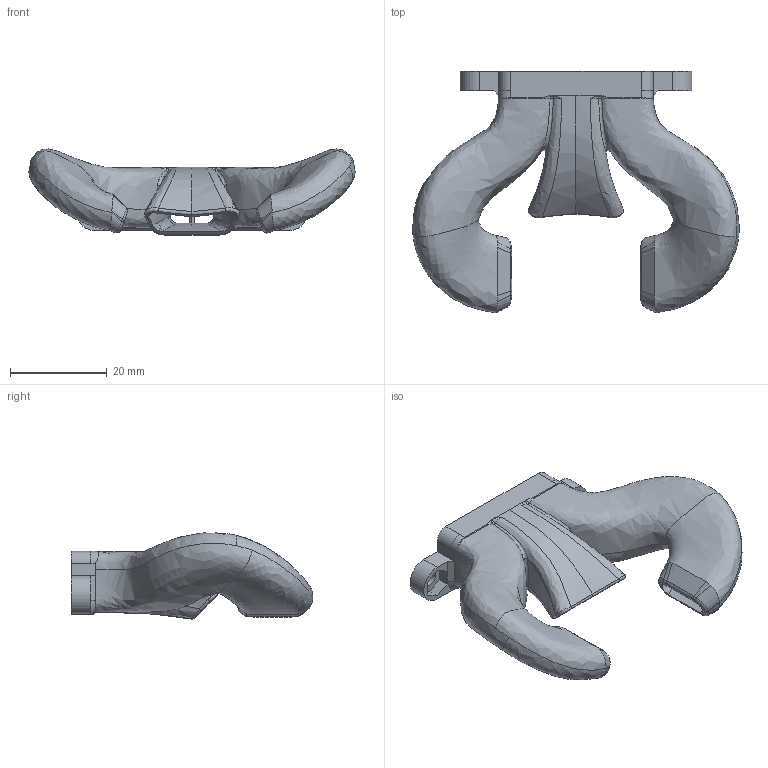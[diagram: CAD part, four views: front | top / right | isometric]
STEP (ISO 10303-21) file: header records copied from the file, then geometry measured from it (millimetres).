
FILE_DESCRIPTION(/* description */ ('','CAx-IF Rec.Pracs.---Representation and Presentation of Product Manufacturing Information (PMI)---3.8---2014-02-18'),/* implementation_level */ '2;1');
FILE_NAME(/* name */ 'Dual_5015_Monster_Horns_Duct_V2.3.stp',/* time_stamp */ '2021-05-23T21:55:03+02:00',/* author */ ('Thomas'),/* organization */ (''),/* preprocessor_version */ 'ST-DEVELOPER v16.5',/* originating_system */ 'Autodesk Inventor 2017',/* authorisation */ '');
FILE_SCHEMA (('AP242_MANAGED_MODEL_BASED_3D_ENGINEERING_MIM_LF { 1 0 10303 442 1 1 4 }'));
Products named in the file (1): 5015_2_Mod_3.4_duct-1.5mm
Bounding box: 67.55 x 49.99 x 17.84 mm (x, y, z)
Volume: 5963.9 mm3; surface area: 11526.8 mm2
Topology: 1 solids, 1 shells, 243 faces, 741 edges, 489 vertices
Faces by surface type: bspline 151, plane 66, cylinder 22, cone 4
Full cylindrical faces by diameter (mm): 3.4 x2
Entity records: 155481 total; most frequent: CARTESIAN_POINT 149827, ORIENTED_EDGE 1440, DIRECTION 777, EDGE_CURVE 720, VERTEX_POINT 486, B_SPLINE_CURVE_WITH_KNOTS 305, AXIS2_PLACEMENT_3D 274, EDGE_LOOP 252
